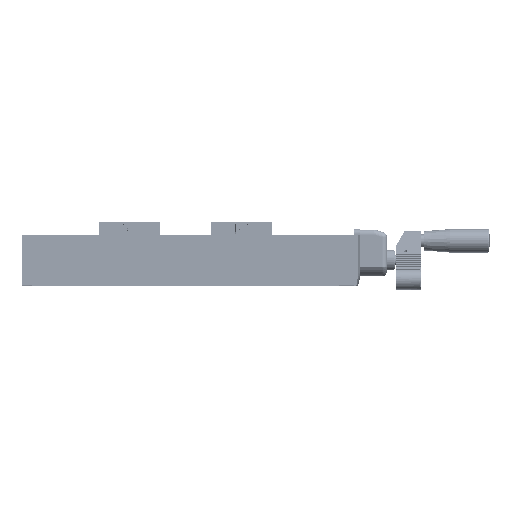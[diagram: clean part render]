
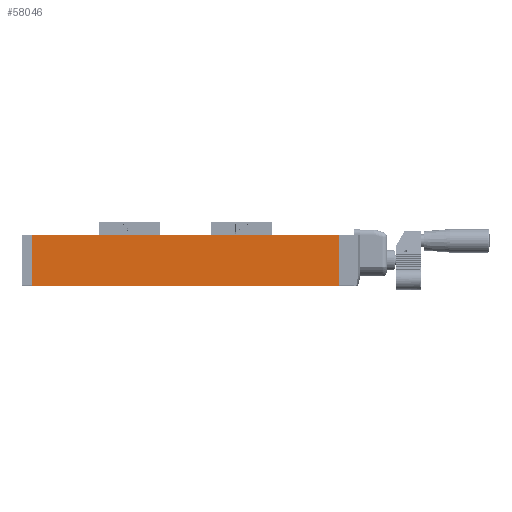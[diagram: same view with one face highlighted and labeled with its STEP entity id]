
A CAD part, left-side view. The second image highlights one B-rep face of the part: STEP entity #58046.
In plain terms, the highlighted planar face has unit normal (-1, 0, 0).
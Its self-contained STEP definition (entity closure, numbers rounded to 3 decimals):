
#1080=LINE('',#76878,#5177);
#1199=LINE('',#77126,#5296);
#1200=LINE('',#77128,#5297);
#1201=LINE('',#77130,#5298);
#5177=VECTOR('',#64758,1000.);
#5296=VECTOR('',#64977,1000.);
#5297=VECTOR('',#64980,1000.);
#5298=VECTOR('',#64981,1000.);
#9295=PLANE('',#60704);
#11726=ORIENTED_EDGE('',*,*,#24036,.T.);
#11727=ORIENTED_EDGE('',*,*,#24037,.F.);
#11728=ORIENTED_EDGE('',*,*,#23912,.F.);
#11729=ORIENTED_EDGE('',*,*,#24035,.T.);
#23912=EDGE_CURVE('',#30143,#30144,#1080,.T.);
#24035=EDGE_CURVE('',#30143,#30222,#1199,.T.);
#24036=EDGE_CURVE('',#30222,#30223,#1200,.T.);
#24037=EDGE_CURVE('',#30144,#30223,#1201,.T.);
#30143=VERTEX_POINT('',#76877);
#30144=VERTEX_POINT('',#76879);
#30222=VERTEX_POINT('',#77125);
#30223=VERTEX_POINT('',#77129);
#35780=EDGE_LOOP('',(#11726,#11727,#11728,#11729));
#38982=FACE_BOUND('',#35780,.T.);
#58046=ADVANCED_FACE('',(#38982),#9295,.F.);
#60704=AXIS2_PLACEMENT_3D('',#77127,#64978,#64979);
#64758=DIRECTION('',(0.,0.,1.));
#64977=DIRECTION('',(0.,-1.,0.));
#64978=DIRECTION('',(1.,0.,0.));
#64979=DIRECTION('',(0.,0.,-1.));
#64980=DIRECTION('',(0.,0.,1.));
#64981=DIRECTION('',(0.,-1.,0.));
#76877=CARTESIAN_POINT('',(-25.,250.,-25.));
#76878=CARTESIAN_POINT('',(-25.,250.,-25.));
#76879=CARTESIAN_POINT('',(-25.,250.,25.));
#77125=CARTESIAN_POINT('',(-25.,-50.,-25.));
#77126=CARTESIAN_POINT('',(-25.,100.,-25.));
#77127=CARTESIAN_POINT('',(-25.,100.,-25.));
#77128=CARTESIAN_POINT('',(-25.,-50.,-25.));
#77129=CARTESIAN_POINT('',(-25.,-50.,25.));
#77130=CARTESIAN_POINT('',(-25.,100.,25.));
